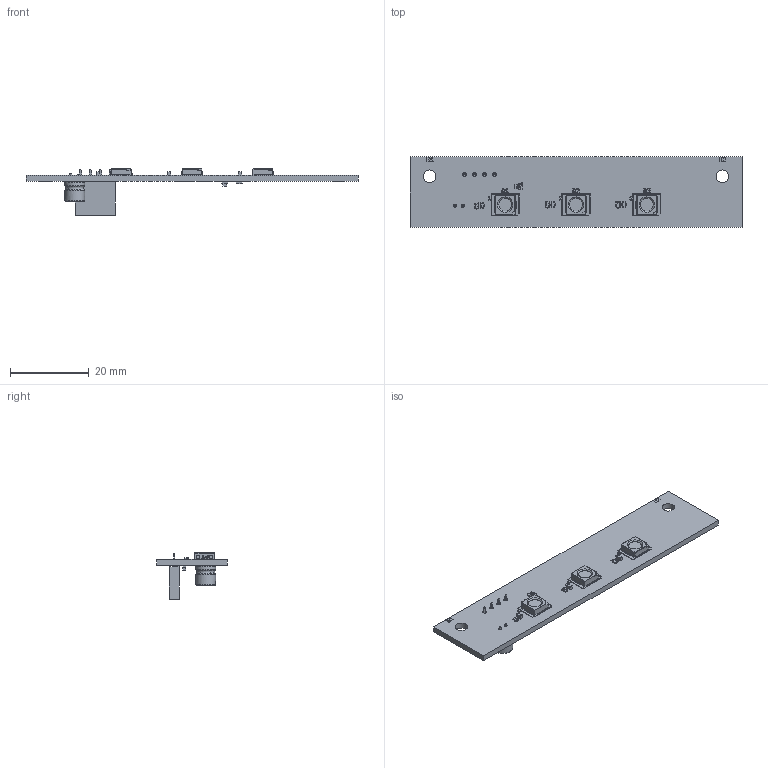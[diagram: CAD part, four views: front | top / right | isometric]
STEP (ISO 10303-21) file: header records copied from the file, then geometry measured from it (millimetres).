
FILE_DESCRIPTION(('KiCad electronic assembly'),'2;1');
FILE_NAME('LED_BOARD.step','2025-04-03T19:26:38',('Pcbnew'),('Kicad'), 'Open CASCADE STEP processor 7.8','KiCad to STEP converter','Unknown' );
FILE_SCHEMA(('AUTOMOTIVE_DESIGN { 1 0 10303 214 1 1 1 1 }'));
Length unit declared in the file: millimetre
Products named in the file (10): LED_BOARD 1; LED_WS2812B_PLCC4_5.0x5.0mm_P3.2mm; R_0402_1005Metric; C_0603_1608Metric; LED_0603_1608Metric; CP_Radial_D5.0mm_P2.00mm; R_0603_1608Metric; PinSocket_1x04_P2.54mm_Vertical; LED_BOARD_silkscreen; LED_BOARD_PCB
Assembly tree (13 placements, depth 2):
  LED_BOARD 1
    LED_WS2812B_PLCC4_5.0x5.0mm_P3.2mm  x3
    R_0402_1005Metric
    C_0603_1608Metric  x3
    LED_0603_1608Metric
    CP_Radial_D5.0mm_P2.00mm
    R_0603_1608Metric
    PinSocket_1x04_P2.54mm_Vertical
    LED_BOARD_silkscreen
    LED_BOARD_PCB
Bounding box: 84.4 x 18 x 11.78 mm (x, y, z)
Volume: 2670.2 mm3; surface area: 4231.1 mm2
Topology: 12 solids, 98 shells, 652 faces, 2764 edges, 2231 vertices
Faces by surface type: plane 489, cylinder 147, bspline 6, revolution 5, cone 3, torus 2
Full cylindrical faces by diameter (mm): 0.5 x2, 0.8 x2, 1 x4, 3.2 x2, 3.333 x3
Entity records: 27194 total; most frequent: CARTESIAN_POINT 5258, DIRECTION 3627, ORIENTED_EDGE 3208, EDGE_CURVE 2218, VERTEX_POINT 1871, LINE 1698, VECTOR 1698, AXIS2_PLACEMENT_3D 962
